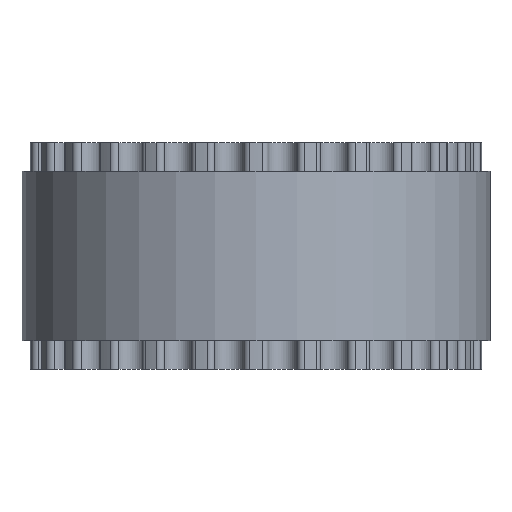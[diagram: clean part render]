
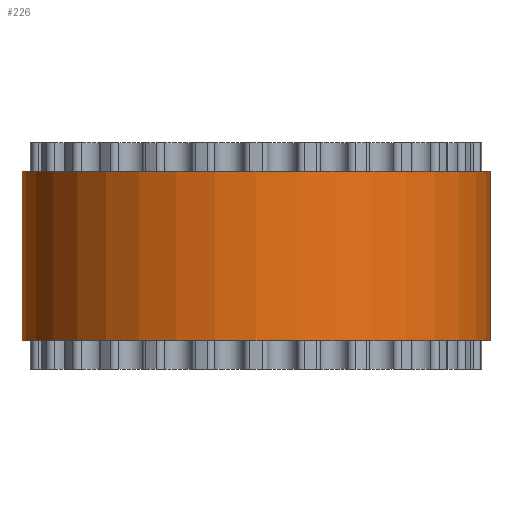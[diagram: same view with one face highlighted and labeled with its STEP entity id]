
A CAD part, front view. The second image highlights one B-rep face of the part: STEP entity #226.
In plain terms, the highlighted cylindrical face has radius 8.276 mm (diameter 16.552 mm), a full revolution.
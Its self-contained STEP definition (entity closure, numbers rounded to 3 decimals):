
#97=FACE_BOUND('',#544,.T.);
#98=FACE_BOUND('',#545,.T.);
#226=ADVANCED_FACE('',(#97,#98),#331,.T.);
#331=CYLINDRICAL_SURFACE('',#2431,8.276);
#544=EDGE_LOOP('',(#1378));
#545=EDGE_LOOP('',(#1379));
#1378=ORIENTED_EDGE('',*,*,#1902,.T.);
#1379=ORIENTED_EDGE('',*,*,#1903,.T.);
#1588=VERTEX_POINT('',#3800);
#1589=VERTEX_POINT('',#3802);
#1902=EDGE_CURVE('',#1588,#1588,#2112,.T.);
#1903=EDGE_CURVE('',#1589,#1589,#2113,.T.);
#2112=CIRCLE('',#2429,8.276);
#2113=CIRCLE('',#2430,8.276);
#2429=AXIS2_PLACEMENT_3D('',#3799,#3166,#3167);
#2430=AXIS2_PLACEMENT_3D('',#3801,#3168,#3169);
#2431=AXIS2_PLACEMENT_3D('',#3803,#3170,#3171);
#3166=DIRECTION('',(0.,0.,1.));
#3167=DIRECTION('',(1.,0.,0.));
#3168=DIRECTION('',(0.,0.,-1.));
#3169=DIRECTION('',(1.,0.,0.));
#3170=DIRECTION('',(0.,0.,1.));
#3171=DIRECTION('',(1.,0.,0.));
#3799=CARTESIAN_POINT('',(0.,0.,1.));
#3800=CARTESIAN_POINT('',(8.276,0.,1.));
#3801=CARTESIAN_POINT('',(0.,0.,7.));
#3802=CARTESIAN_POINT('',(8.276,0.,7.));
#3803=CARTESIAN_POINT('',(0.,0.,1.));
